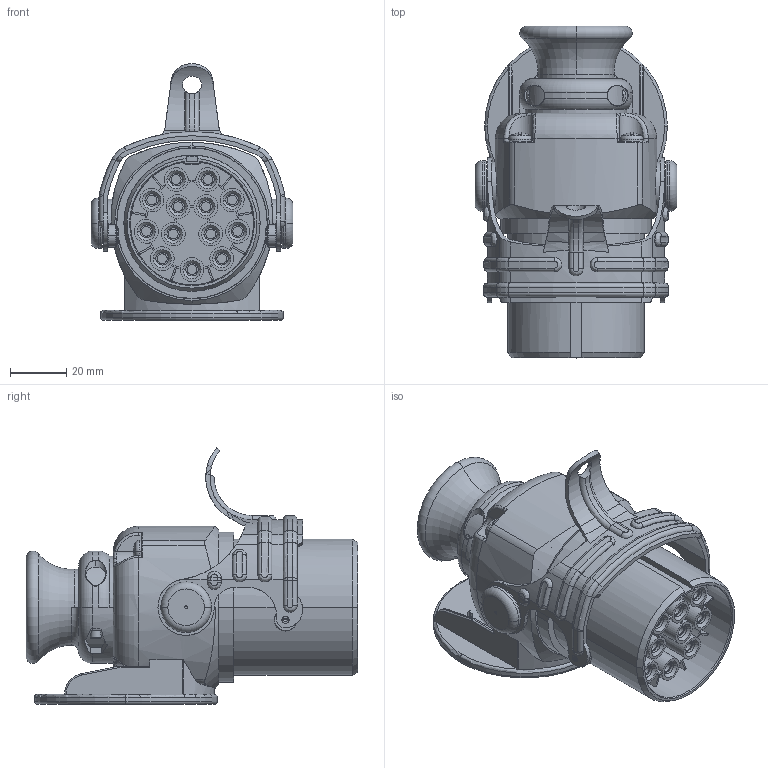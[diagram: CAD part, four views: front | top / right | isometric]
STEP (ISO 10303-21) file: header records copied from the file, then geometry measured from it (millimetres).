
FILE_DESCRIPTION((''),'2;1');
FILE_NAME('241020_SW0001','2021-06-04T16:00:47',('teru'),(''),'CREO PARAMETRIC BY PTC INC, 2017380','CREO PARAMETRIC BY PTC INC, 2017380','');
FILE_SCHEMA(('CONFIG_CONTROL_DESIGN'));
Length unit declared in the file: millimetre
Products named in the file (1): 241020_SW0001
Bounding box: 71.8 x 118 x 91.21 mm (x, y, z)
Volume: 198493.5 mm3; surface area: 74523.8 mm2
Topology: 2 solids, 2 shells, 1467 faces, 3761 edges, 2371 vertices
Faces by surface type: plane 724, cylinder 406, torus 133, cone 72, extrusion 64, bspline 56, sphere 12
Entity records: 52353 total; most frequent: CARTESIAN_POINT 16879, ORIENTED_EDGE 7514, DIRECTION 7281, EDGE_CURVE 3757, AXIS2_PLACEMENT_3D 2615, VERTEX_POINT 2372, VECTOR 2051, LINE 1987
